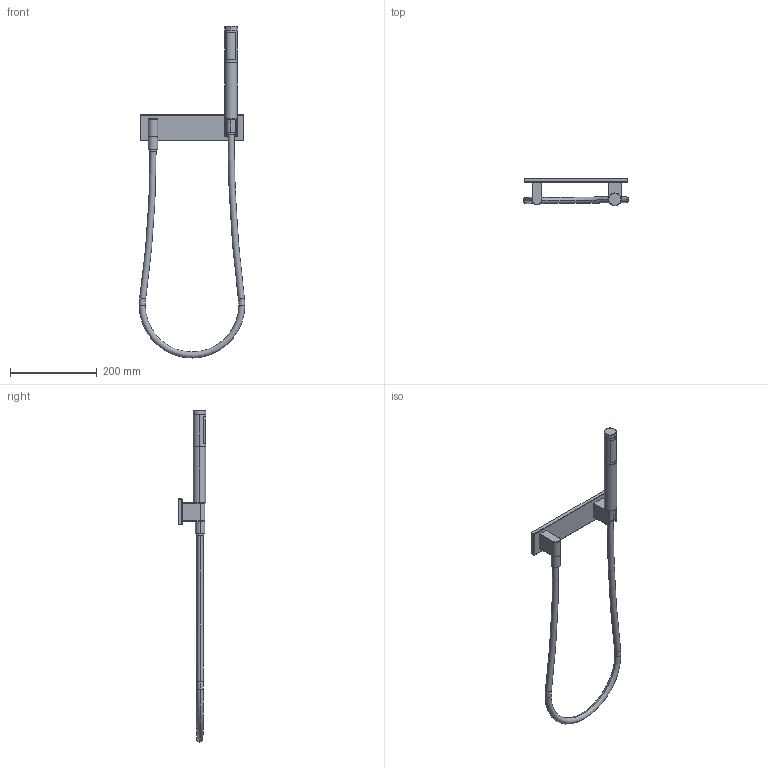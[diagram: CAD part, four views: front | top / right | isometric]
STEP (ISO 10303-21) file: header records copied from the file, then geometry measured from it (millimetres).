
FILE_DESCRIPTION (( 'STEP AP214' ), '1' );
FILE_NAME ('27818980.STEP', '2020-09-28T08:45:49', ( '' ), ( '' ), 'SwSTEP 2.0', 'SolidWorks 2020', '' );
FILE_SCHEMA (( 'AUTOMOTIVE_DESIGN' ));
Length unit declared in the file: millimetre
Products named in the file (11): Planungsmodell_Halter-+-09.17.20.035.94-01_ _K1; Planungsmodell_Schlauch-+-09.30.02.072-01_ _K8_Anschluesse; Planungsmodell_Huelse-+-09.18.40.078.90-01_-_K1; Planungsmodell_Rohr_gerade-+-28.568.780-10_ _K109_20,9x1,75; Planungsmodell_Anschluss-+-09.11.03.026.94-01_ _K1; Planungsmodell_Handbrause-+-04.12.11.078.00-10_ _K1; Planungsmodell_Abdeckung-+-33.543.780-01_ _K44_240x9x60; Planungsmodell_Schlauch-+-09.30.02.072-01_ _K8_Schlauch; Planungsmodell_Handbrause_Gumm-+-04.12.11.078.00-07_ _K1; 27818980
Assembly tree (10 placements, depth 3):
  27818980
    Planungsmodell_Abdeckung-+-33.543.780-01_ _K44_240x9x60
    Planungsmodell_Anschluss-+-09.11.03.026.94-01_ _K1
    Planungsmodell_Halter-+-09.17.20.035.94-01_ _K1
    Planungsmodell_Schlauch-+-09.30.02.072-01_ _K8_Anschluesse
    Planungsmodell_Schlauch-+-09.30.02.072-01_ _K8_Schlauch
    Planungsmodell_Handbrause-+-04.12.11.078.00-10_ _K1
      Planungsmodell_Handbrause-+-04.12.11.078.00-10_ _K1
      Planungsmodell_Handbrause_Gumm-+-04.12.11.078.00-07_ _K1
    Planungsmodell_Rohr_gerade-+-28.568.780-10_ _K109_20,9x1,75
    Planungsmodell_Huelse-+-09.18.40.078.90-01_-_K1
Bounding box: 243.99 x 63.3 x 767.1 mm (x, y, z)
Volume: 553650.8 mm3; surface area: 138628.7 mm2
Topology: 10 solids, 10 shells, 146 faces, 320 edges, 194 vertices
Faces by surface type: plane 55, cylinder 49, torus 26, cone 8, sphere 4, bspline 4
Entity records: 5113 total; most frequent: CARTESIAN_POINT 955, DIRECTION 750, ORIENTED_EDGE 632, EDGE_CURVE 316, AXIS2_PLACEMENT_3D 309, VERTEX_POINT 194, CIRCLE 153, EDGE_LOOP 150
